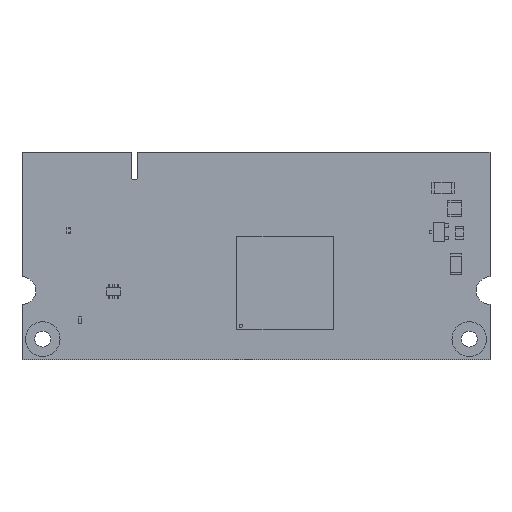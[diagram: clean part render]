
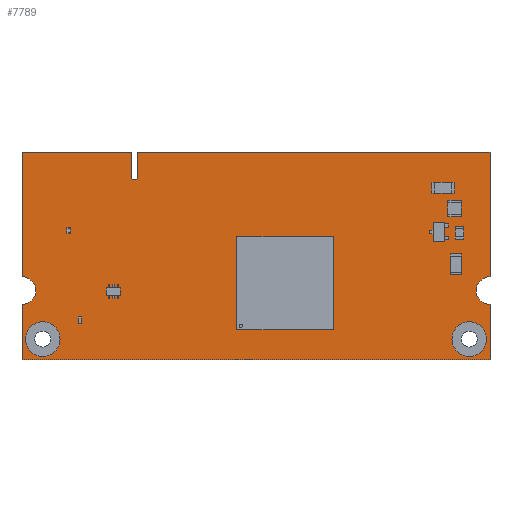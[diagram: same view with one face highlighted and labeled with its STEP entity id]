
A CAD part, front view. The second image highlights one B-rep face of the part: STEP entity #7789.
In plain terms, the highlighted planar face has unit normal (0, -1, 0).
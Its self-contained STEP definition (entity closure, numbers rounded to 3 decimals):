
#230 = CARTESIAN_POINT ( 'NONE',  ( -17.05, -0.55, 11.5 ) ) ;
#267 = EDGE_CURVE ( 'NONE', #9950, #9389, #6273, .T. ) ;
#461 = ORIENTED_EDGE ( 'NONE', *, *, #1813, .F. ) ;
#756 = AXIS2_PLACEMENT_3D ( 'NONE', #19126, #15913, #9971 ) ;
#1117 = CARTESIAN_POINT ( 'NONE',  ( -30.8, -0.55, -12. ) ) ;
#1128 = VERTEX_POINT ( 'NONE', #7287 ) ;
#1145 = EDGE_CURVE ( 'NONE', #12180, #9476, #6226, .T. ) ;
#1262 = DIRECTION ( 'NONE',  ( 0., 0., -1. ) ) ;
#1272 = ORIENTED_EDGE ( 'NONE', *, *, #14391, .T. ) ;
#1284 = EDGE_CURVE ( 'NONE', #20198, #16288, #15218, .T. ) ;
#1305 = VERTEX_POINT ( 'NONE', #4676 ) ;
#1513 = ORIENTED_EDGE ( 'NONE', *, *, #267, .T. ) ;
#1610 = EDGE_LOOP ( 'NONE', ( #16168, #18987, #5031, #3952, #1272, #17812, #12404, #17600, #1513, #461, #18059, #12177 ) ) ;
#1813 = EDGE_CURVE ( 'NONE', #17207, #9389, #9848, .T. ) ;
#1825 = CARTESIAN_POINT ( 'NONE',  ( -30.8, -0.55, -9.5 ) ) ;
#2083 = EDGE_CURVE ( 'NONE', #15513, #1305, #9829, .T. ) ;
#2769 = CARTESIAN_POINT ( 'NONE',  ( 33.8, -0.55, -15. ) ) ;
#3009 = FACE_BOUND ( 'NONE', #11876, .T. ) ;
#3095 = VECTOR ( 'NONE', #7673, 1000. ) ;
#3308 = DIRECTION ( 'NONE',  ( 0., 0., -1. ) ) ;
#3486 = DIRECTION ( 'NONE',  ( 1., 0., 0. ) ) ;
#3952 = ORIENTED_EDGE ( 'NONE', *, *, #1145, .F. ) ;
#4672 = AXIS2_PLACEMENT_3D ( 'NONE', #16981, #10897, #20185 ) ;
#4676 = CARTESIAN_POINT ( 'NONE',  ( -18.05, -0.55, 11.5 ) ) ;
#4834 = PLANE ( 'NONE',  #756 ) ;
#4996 = DIRECTION ( 'NONE',  ( 0., 1., 0. ) ) ;
#5031 = ORIENTED_EDGE ( 'NONE', *, *, #17894, .F. ) ;
#5250 = ORIENTED_EDGE ( 'NONE', *, *, #10977, .T. ) ;
#5859 = DIRECTION ( 'NONE',  ( 0., 1., 0. ) ) ;
#5871 = AXIS2_PLACEMENT_3D ( 'NONE', #8298, #4996, #15882 ) ;
#5944 = DIRECTION ( 'NONE',  ( 0., 1., 0. ) ) ;
#6028 = EDGE_CURVE ( 'NONE', #1128, #17207, #17310, .T. ) ;
#6088 = ORIENTED_EDGE ( 'NONE', *, *, #13284, .T. ) ;
#6226 = LINE ( 'NONE', #19835, #12788 ) ;
#6273 = CIRCLE ( 'NONE', #15094, 2. ) ;
#6355 = EDGE_CURVE ( 'NONE', #9950, #9493, #16540, .T. ) ;
#6387 = CARTESIAN_POINT ( 'NONE',  ( 33.8, -0.55, 15. ) ) ;
#6435 = EDGE_CURVE ( 'NONE', #6773, #17319, #13638, .T. ) ;
#6492 = EDGE_CURVE ( 'NONE', #9493, #6773, #16518, .T. ) ;
#6690 = FACE_BOUND ( 'NONE', #16561, .T. ) ;
#6773 = VERTEX_POINT ( 'NONE', #11777 ) ;
#6820 = CARTESIAN_POINT ( 'NONE',  ( 33.8, -0.55, -15. ) ) ;
#6972 = EDGE_CURVE ( 'NONE', #7311, #15965, #8459, .T. ) ;
#7282 = VECTOR ( 'NONE', #12604, 1000. ) ;
#7287 = CARTESIAN_POINT ( 'NONE',  ( -17.05, -0.55, 15. ) ) ;
#7311 = VERTEX_POINT ( 'NONE', #17919 ) ;
#7427 = CARTESIAN_POINT ( 'NONE',  ( 30.8, -0.55, -9.5 ) ) ;
#7673 = DIRECTION ( 'NONE',  ( -1., 0., 0. ) ) ;
#7789 = ADVANCED_FACE ( 'NONE', ( #3009, #6690, #14470 ), #4834, .F. ) ;
#8298 = CARTESIAN_POINT ( 'NONE',  ( -30.8, -0.55, -12. ) ) ;
#8305 = AXIS2_PLACEMENT_3D ( 'NONE', #12131, #5944, #1262 ) ;
#8432 = CARTESIAN_POINT ( 'NONE',  ( -33.8, -0.55, -5. ) ) ;
#8459 = CIRCLE ( 'NONE', #18192, 2.5 ) ;
#8488 = CIRCLE ( 'NONE', #8305, 2.5 ) ;
#8505 = DIRECTION ( 'NONE',  ( 0., 0., 1. ) ) ;
#8740 = LINE ( 'NONE', #230, #7282 ) ;
#8914 = CARTESIAN_POINT ( 'NONE',  ( -18.05, -0.55, 15. ) ) ;
#9326 = DIRECTION ( 'NONE',  ( 0., 1., 0. ) ) ;
#9389 = VERTEX_POINT ( 'NONE', #15524 ) ;
#9476 = VERTEX_POINT ( 'NONE', #13977 ) ;
#9485 = CARTESIAN_POINT ( 'NONE',  ( 30.8, -0.55, -14.5 ) ) ;
#9493 = VERTEX_POINT ( 'NONE', #6820 ) ;
#9608 = LINE ( 'NONE', #12636, #17369 ) ;
#9691 = CARTESIAN_POINT ( 'NONE',  ( 33.8, -0.55, 15. ) ) ;
#9829 = CIRCLE ( 'NONE', #4672, 0.5 ) ;
#9848 = LINE ( 'NONE', #18052, #10352 ) ;
#9950 = VERTEX_POINT ( 'NONE', #14266 ) ;
#9971 = DIRECTION ( 'NONE',  ( 0., 0., 1. ) ) ;
#9984 = AXIS2_PLACEMENT_3D ( 'NONE', #8432, #12977, #8505 ) ;
#10188 = CIRCLE ( 'NONE', #9984, 2. ) ;
#10304 = EDGE_CURVE ( 'NONE', #1305, #11641, #15117, .T. ) ;
#10306 = DIRECTION ( 'NONE',  ( 0., 0., -1. ) ) ;
#10352 = VECTOR ( 'NONE', #19455, 1000. ) ;
#10813 = DIRECTION ( 'NONE',  ( 0., 0., 1. ) ) ;
#10897 = DIRECTION ( 'NONE',  ( 0., 1., 0. ) ) ;
#10967 = DIRECTION ( 'NONE',  ( 0., 0., -1. ) ) ;
#10977 = EDGE_CURVE ( 'NONE', #16288, #20198, #8488, .T. ) ;
#11349 = CARTESIAN_POINT ( 'NONE',  ( -18.05, -0.55, 15. ) ) ;
#11615 = ORIENTED_EDGE ( 'NONE', *, *, #6972, .T. ) ;
#11641 = VERTEX_POINT ( 'NONE', #11349 ) ;
#11777 = CARTESIAN_POINT ( 'NONE',  ( -33.8, -0.55, -15. ) ) ;
#11876 = EDGE_LOOP ( 'NONE', ( #5250, #15483 ) ) ;
#11919 = CIRCLE ( 'NONE', #5871, 2.5 ) ;
#11957 = DIRECTION ( 'NONE',  ( 0., 0., 1. ) ) ;
#12131 = CARTESIAN_POINT ( 'NONE',  ( 30.8, -0.55, -12. ) ) ;
#12177 = ORIENTED_EDGE ( 'NONE', *, *, #13754, .T. ) ;
#12180 = VERTEX_POINT ( 'NONE', #17120 ) ;
#12404 = ORIENTED_EDGE ( 'NONE', *, *, #6492, .F. ) ;
#12432 = CARTESIAN_POINT ( 'NONE',  ( 30.8, -0.55, -12. ) ) ;
#12604 = DIRECTION ( 'NONE',  ( 0., 0., -1. ) ) ;
#12636 = CARTESIAN_POINT ( 'NONE',  ( 33.8, -0.55, 15. ) ) ;
#12788 = VECTOR ( 'NONE', #18340, 1000. ) ;
#12974 = AXIS2_PLACEMENT_3D ( 'NONE', #12432, #9326, #10967 ) ;
#12977 = DIRECTION ( 'NONE',  ( 0., 1., 0. ) ) ;
#13284 = EDGE_CURVE ( 'NONE', #15965, #7311, #11919, .T. ) ;
#13638 = LINE ( 'NONE', #13782, #19944 ) ;
#13754 = EDGE_CURVE ( 'NONE', #1128, #15513, #8740, .T. ) ;
#13782 = CARTESIAN_POINT ( 'NONE',  ( -33.8, -0.55, 15. ) ) ;
#13977 = CARTESIAN_POINT ( 'NONE',  ( -33.8, -0.55, 15. ) ) ;
#14266 = CARTESIAN_POINT ( 'NONE',  ( 33.8, -0.55, -7. ) ) ;
#14391 = EDGE_CURVE ( 'NONE', #12180, #17319, #10188, .T. ) ;
#14436 = CARTESIAN_POINT ( 'NONE',  ( 33.8, -0.55, -5. ) ) ;
#14470 = FACE_OUTER_BOUND ( 'NONE', #1610, .T. ) ;
#15094 = AXIS2_PLACEMENT_3D ( 'NONE', #14436, #19003, #3308 ) ;
#15117 = LINE ( 'NONE', #8914, #15349 ) ;
#15218 = CIRCLE ( 'NONE', #12974, 2.5 ) ;
#15349 = VECTOR ( 'NONE', #11957, 1000. ) ;
#15483 = ORIENTED_EDGE ( 'NONE', *, *, #1284, .T. ) ;
#15513 = VERTEX_POINT ( 'NONE', #19125 ) ;
#15524 = CARTESIAN_POINT ( 'NONE',  ( 33.8, -0.55, -3. ) ) ;
#15754 = DIRECTION ( 'NONE',  ( 1., 0., 0. ) ) ;
#15882 = DIRECTION ( 'NONE',  ( 0., 0., 1. ) ) ;
#15913 = DIRECTION ( 'NONE',  ( 0., 1., 0. ) ) ;
#15965 = VERTEX_POINT ( 'NONE', #1825 ) ;
#16168 = ORIENTED_EDGE ( 'NONE', *, *, #2083, .T. ) ;
#16236 = CARTESIAN_POINT ( 'NONE',  ( -33.8, -0.55, -7. ) ) ;
#16288 = VERTEX_POINT ( 'NONE', #7427 ) ;
#16518 = LINE ( 'NONE', #2769, #3095 ) ;
#16540 = LINE ( 'NONE', #17879, #17527 ) ;
#16561 = EDGE_LOOP ( 'NONE', ( #6088, #11615 ) ) ;
#16730 = DIRECTION ( 'NONE',  ( 0., 0., 1. ) ) ;
#16981 = CARTESIAN_POINT ( 'NONE',  ( -17.55, -0.55, 11.5 ) ) ;
#17120 = CARTESIAN_POINT ( 'NONE',  ( -33.8, -0.55, -3. ) ) ;
#17207 = VERTEX_POINT ( 'NONE', #9691 ) ;
#17310 = LINE ( 'NONE', #6387, #19488 ) ;
#17319 = VERTEX_POINT ( 'NONE', #16236 ) ;
#17369 = VECTOR ( 'NONE', #3486, 1000. ) ;
#17527 = VECTOR ( 'NONE', #10306, 1000. ) ;
#17600 = ORIENTED_EDGE ( 'NONE', *, *, #6355, .F. ) ;
#17812 = ORIENTED_EDGE ( 'NONE', *, *, #6435, .F. ) ;
#17879 = CARTESIAN_POINT ( 'NONE',  ( 33.8, -0.55, 15. ) ) ;
#17894 = EDGE_CURVE ( 'NONE', #9476, #11641, #9608, .T. ) ;
#17919 = CARTESIAN_POINT ( 'NONE',  ( -30.8, -0.55, -14.5 ) ) ;
#18052 = CARTESIAN_POINT ( 'NONE',  ( 33.8, -0.55, 15. ) ) ;
#18059 = ORIENTED_EDGE ( 'NONE', *, *, #6028, .F. ) ;
#18192 = AXIS2_PLACEMENT_3D ( 'NONE', #1117, #5859, #16730 ) ;
#18340 = DIRECTION ( 'NONE',  ( 0., 0., 1. ) ) ;
#18987 = ORIENTED_EDGE ( 'NONE', *, *, #10304, .T. ) ;
#19003 = DIRECTION ( 'NONE',  ( 0., 1., 0. ) ) ;
#19125 = CARTESIAN_POINT ( 'NONE',  ( -17.05, -0.55, 11.5 ) ) ;
#19126 = CARTESIAN_POINT ( 'NONE',  ( 0., -0.55, 0. ) ) ;
#19455 = DIRECTION ( 'NONE',  ( 0., 0., -1. ) ) ;
#19488 = VECTOR ( 'NONE', #15754, 1000. ) ;
#19835 = CARTESIAN_POINT ( 'NONE',  ( -33.8, -0.55, 15. ) ) ;
#19944 = VECTOR ( 'NONE', #10813, 1000. ) ;
#20185 = DIRECTION ( 'NONE',  ( 0., 0., -1. ) ) ;
#20198 = VERTEX_POINT ( 'NONE', #9485 ) ;
